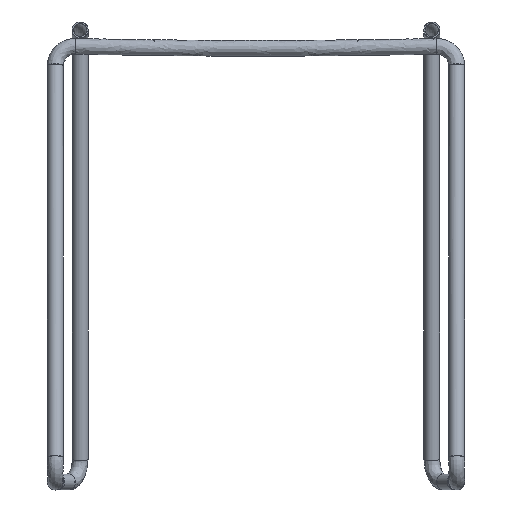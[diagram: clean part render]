
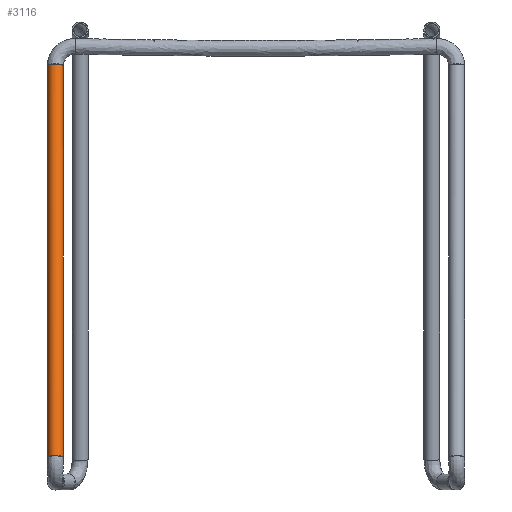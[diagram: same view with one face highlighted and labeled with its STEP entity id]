
A CAD part, front view. The second image highlights one B-rep face of the part: STEP entity #3116.
In plain terms, the highlighted cylindrical face has radius 8 mm (diameter 16 mm), a full revolution.
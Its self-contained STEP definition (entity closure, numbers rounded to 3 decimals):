
#2749=CARTESIAN_POINT('',(-379.0,-123.014,-428.226));
#2750=VERTEX_POINT('',#2749);
#2762=CARTESIAN_POINT('',(-383.636,-121.577,-428.584));
#2763=VERTEX_POINT('',#2762);
#2764=CARTESIAN_POINT('',(-379.,-115.251,-430.162));
#2765=DIRECTION('',(0.,-0.242,-0.97));
#2766=DIRECTION('',(0.58,0.791,-0.197));
#2767=AXIS2_PLACEMENT_3D('',#2764,#2765,#2766);
#2768=CIRCLE('',#2767,8.0);
#2769=EDGE_CURVE('',#2750,#2763,#2768,.T.);
#2771=CARTESIAN_POINT('',(-374.364,-108.926,-431.739));
#2772=VERTEX_POINT('',#2771);
#2773=CARTESIAN_POINT('',(-379.,-115.251,-430.162));
#2774=DIRECTION('',(0.,-0.242,-0.97));
#2775=DIRECTION('',(0.58,0.791,-0.197));
#2776=AXIS2_PLACEMENT_3D('',#2773,#2774,#2775);
#2777=CIRCLE('',#2776,8.0);
#2778=EDGE_CURVE('',#2763,#2772,#2777,.T.);
#2780=CARTESIAN_POINT('',(-379.,-115.251,-430.162));
#2781=DIRECTION('',(0.,-0.242,-0.97));
#2782=DIRECTION('',(0.58,0.791,-0.197));
#2783=AXIS2_PLACEMENT_3D('',#2780,#2781,#2782);
#2784=CIRCLE('',#2783,8.0);
#2785=EDGE_CURVE('',#2772,#2750,#2784,.T.);
#3072=CARTESIAN_POINT('',(-379.0,-16.945,-35.877));
#3073=DIRECTION('',(0.,-0.242,-0.97));
#3074=DIRECTION('',(0.58,0.791,-0.197));
#3075=AXIS2_PLACEMENT_3D('',#3072,#3073,#3074);
#3076=CYLINDRICAL_SURFACE('',#3075,8.0);
#3077=CARTESIAN_POINT('',(-374.364,-10.619,-37.454));
#3078=VERTEX_POINT('',#3077);
#3079=CARTESIAN_POINT('',(-374.364,-108.926,-431.739));
#3080=DIRECTION('',(0.0,0.242,0.97));
#3081=VECTOR('',#3080,406.355);
#3082=LINE('',#3079,#3081);
#3083=EDGE_CURVE('',#2772,#3078,#3082,.T.);
#3084=ORIENTED_EDGE('',*,*,#3083,.T.);
#3085=CARTESIAN_POINT('',(-383.636,-23.271,-34.3));
#3086=VERTEX_POINT('',#3085);
#3087=CARTESIAN_POINT('',(-379.,-16.945,-35.877));
#3088=DIRECTION('',(0.,-0.242,-0.97));
#3089=DIRECTION('',(0.58,0.791,-0.197));
#3090=AXIS2_PLACEMENT_3D('',#3087,#3088,#3089);
#3091=CIRCLE('',#3090,8.0);
#3092=EDGE_CURVE('',#3078,#3086,#3091,.T.);
#3093=ORIENTED_EDGE('',*,*,#3092,.T.);
#3094=CARTESIAN_POINT('',(-387.0,-16.945,-35.877));
#3095=VERTEX_POINT('',#3094);
#3096=CARTESIAN_POINT('',(-379.,-16.945,-35.877));
#3097=DIRECTION('',(0.,-0.242,-0.97));
#3098=DIRECTION('',(0.58,0.791,-0.197));
#3099=AXIS2_PLACEMENT_3D('',#3096,#3097,#3098);
#3100=CIRCLE('',#3099,8.0);
#3101=EDGE_CURVE('',#3086,#3095,#3100,.T.);
#3102=ORIENTED_EDGE('',*,*,#3101,.T.);
#3103=CARTESIAN_POINT('',(-379.,-16.945,-35.877));
#3104=DIRECTION('',(0.,-0.242,-0.97));
#3105=DIRECTION('',(0.58,0.791,-0.197));
#3106=AXIS2_PLACEMENT_3D('',#3103,#3104,#3105);
#3107=CIRCLE('',#3106,8.0);
#3108=EDGE_CURVE('',#3095,#3078,#3107,.T.);
#3109=ORIENTED_EDGE('',*,*,#3108,.T.);
#3110=ORIENTED_EDGE('',*,*,#3083,.F.);
#3111=ORIENTED_EDGE('',*,*,#2778,.F.);
#3112=ORIENTED_EDGE('',*,*,#2769,.F.);
#3113=ORIENTED_EDGE('',*,*,#2785,.F.);
#3114=EDGE_LOOP('',(#3084,#3093,#3102,#3109,#3110,#3111,#3112,#3113));
#3115=FACE_OUTER_BOUND('',#3114,.T.);
#3116=ADVANCED_FACE('',(#3115),#3076,.T.);
